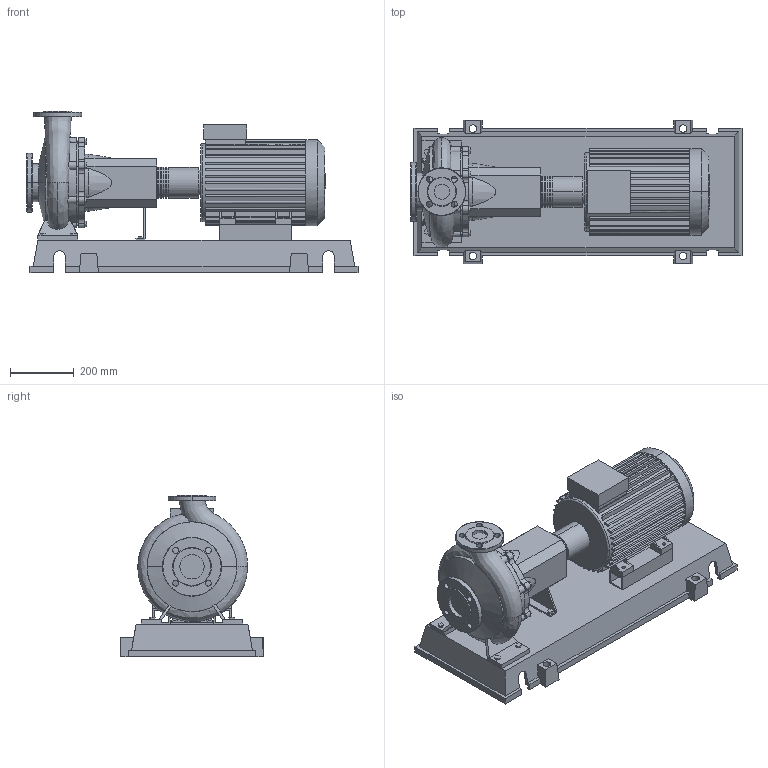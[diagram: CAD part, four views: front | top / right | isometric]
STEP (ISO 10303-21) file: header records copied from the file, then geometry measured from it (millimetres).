
FILE_DESCRIPTION((''),'2;1');
FILE_NAME('3d_NL40_250-7.5-2-05-4109004.stp','2015-03-03T07:41:59',(''),(''),'Mechanical Desktop 2009','Mechanical Desktop 2009',', , ');
FILE_SCHEMA(('CONFIG_CONTROL_DESIGN'));
Length unit declared in the file: millimetre
Products named in the file (1): Product
Bounding box: 1042.5 x 450 x 508 mm (x, y, z)
Volume: 46040806.8 mm3; surface area: 3082788.5 mm2
Topology: 13 solids, 13 shells, 835 faces, 2214 edges, 1455 vertices
Faces by surface type: plane 428, bspline 206, cylinder 185, cone 10, torus 6
Entity records: 30524 total; most frequent: CARTESIAN_POINT 9894, ORIENTED_EDGE 4430, DIRECTION 4015, EDGE_CURVE 2215, VERTEX_POINT 1454, VECTOR 1435, LINE 1435, AXIS2_PLACEMENT_3D 1290
